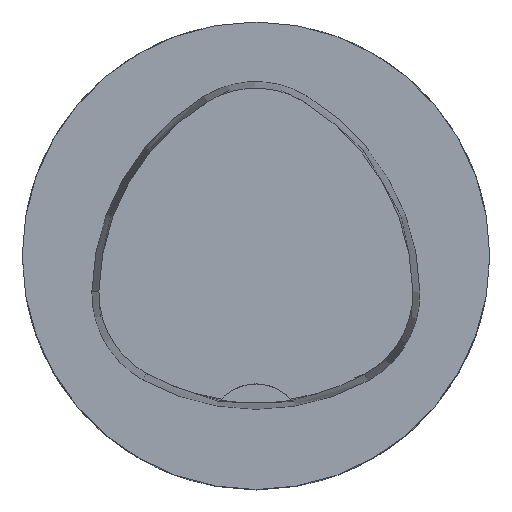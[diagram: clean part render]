
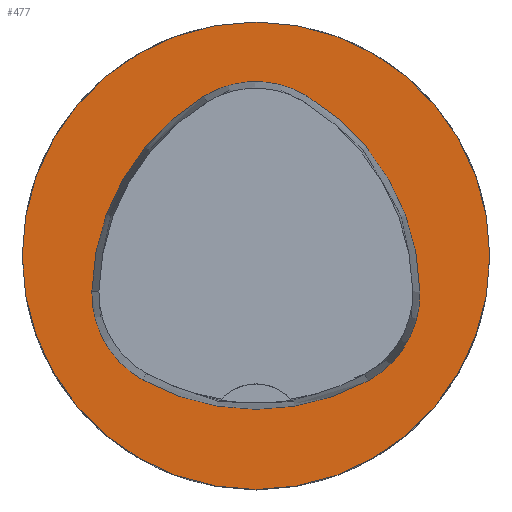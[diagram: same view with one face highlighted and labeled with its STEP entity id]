
A CAD part, top view. The second image highlights one B-rep face of the part: STEP entity #477.
In plain terms, the highlighted planar face has unit normal (0, 0, 1).
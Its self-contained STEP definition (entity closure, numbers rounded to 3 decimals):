
#207=PLANE('',#4925);
#318=FACE_BOUND('',#1051,.T.);
#319=FACE_BOUND('',#1052,.T.);
#477=ADVANCED_FACE('',(#318,#319),#207,.T.);
#1051=EDGE_LOOP('',(#2353,#2354,#2355,#2356,#2357,#2358));
#1052=EDGE_LOOP('',(#2359));
#1346=CIRCLE('',#4902,20.);
#1348=CIRCLE('',#4905,8.5);
#1350=CIRCLE('',#4908,20.);
#1352=CIRCLE('',#4911,8.5);
#1356=CIRCLE('',#4916,20.);
#1358=CIRCLE('',#4919,8.5);
#1361=CIRCLE('',#4924,20.);
#2353=ORIENTED_EDGE('',*,*,#4076,.T.);
#2354=ORIENTED_EDGE('',*,*,#4056,.T.);
#2355=ORIENTED_EDGE('',*,*,#4060,.T.);
#2356=ORIENTED_EDGE('',*,*,#4063,.T.);
#2357=ORIENTED_EDGE('',*,*,#4066,.T.);
#2358=ORIENTED_EDGE('',*,*,#4074,.T.);
#2359=ORIENTED_EDGE('',*,*,#4079,.F.);
#3589=VERTEX_POINT('',#7545);
#3590=VERTEX_POINT('',#7546);
#3593=VERTEX_POINT('',#7554);
#3595=VERTEX_POINT('',#7560);
#3597=VERTEX_POINT('',#7566);
#3604=VERTEX_POINT('',#7587);
#3605=VERTEX_POINT('',#7597);
#4056=EDGE_CURVE('',#3589,#3590,#1346,.T.);
#4060=EDGE_CURVE('',#3590,#3593,#1348,.T.);
#4063=EDGE_CURVE('',#3593,#3595,#1350,.T.);
#4066=EDGE_CURVE('',#3595,#3597,#1352,.T.);
#4074=EDGE_CURVE('',#3597,#3604,#1356,.T.);
#4076=EDGE_CURVE('',#3604,#3589,#1358,.T.);
#4079=EDGE_CURVE('',#3605,#3605,#1361,.T.);
#4902=AXIS2_PLACEMENT_3D('',#7544,#5550,#5551);
#4905=AXIS2_PLACEMENT_3D('',#7553,#5558,#5559);
#4908=AXIS2_PLACEMENT_3D('',#7559,#5565,#5566);
#4911=AXIS2_PLACEMENT_3D('',#7565,#5572,#5573);
#4916=AXIS2_PLACEMENT_3D('',#7588,#5584,#5585);
#4919=AXIS2_PLACEMENT_3D('',#7591,#5590,#5591);
#4924=AXIS2_PLACEMENT_3D('',#7596,#5600,#5601);
#4925=AXIS2_PLACEMENT_3D('',#7598,#5602,#5603);
#5550=DIRECTION('',(0.,0.,-1.));
#5551=DIRECTION('',(-1.,0.,0.));
#5558=DIRECTION('',(0.,0.,-1.));
#5559=DIRECTION('',(-1.,0.,0.));
#5565=DIRECTION('',(0.,0.,-1.));
#5566=DIRECTION('',(-1.,0.,0.));
#5572=DIRECTION('',(0.,0.,-1.));
#5573=DIRECTION('',(-1.,0.,0.));
#5584=DIRECTION('',(0.,0.,-1.));
#5585=DIRECTION('',(-1.,0.,0.));
#5590=DIRECTION('',(0.,0.,-1.));
#5591=DIRECTION('',(-1.,0.,0.));
#5600=DIRECTION('',(0.,0.,-1.));
#5601=DIRECTION('',(-1.,0.,0.));
#5602=DIRECTION('',(0.,0.,1.));
#5603=DIRECTION('',(1.,0.,0.));
#7544=CARTESIAN_POINT('',(5.955,-3.414,0.));
#7545=CARTESIAN_POINT('',(-14.041,-3.042,0.));
#7546=CARTESIAN_POINT('',(-4.472,13.653,0.));
#7553=CARTESIAN_POINT('',(-0.04,6.4,0.));
#7554=CARTESIAN_POINT('',(4.347,13.68,0.));
#7559=CARTESIAN_POINT('',(-5.976,-3.45,0.));
#7560=CARTESIAN_POINT('',(14.021,-3.075,0.));
#7565=CARTESIAN_POINT('',(5.522,-3.235,0.));
#7566=CARTESIAN_POINT('',(9.588,-10.699,0.));
#7587=CARTESIAN_POINT('',(-9.655,-10.639,0.));
#7588=CARTESIAN_POINT('',(0.022,6.864,0.));
#7591=CARTESIAN_POINT('',(-5.543,-3.2,0.));
#7596=CARTESIAN_POINT('',(0.,0.,0.));
#7597=CARTESIAN_POINT('',(-20.,0.,0.));
#7598=CARTESIAN_POINT('',(0.,0.,0.));
